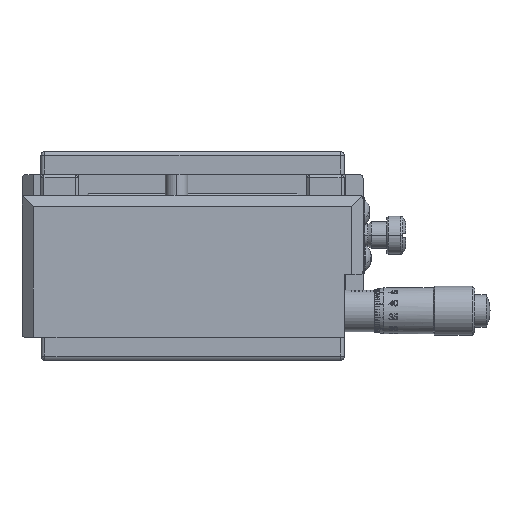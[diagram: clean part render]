
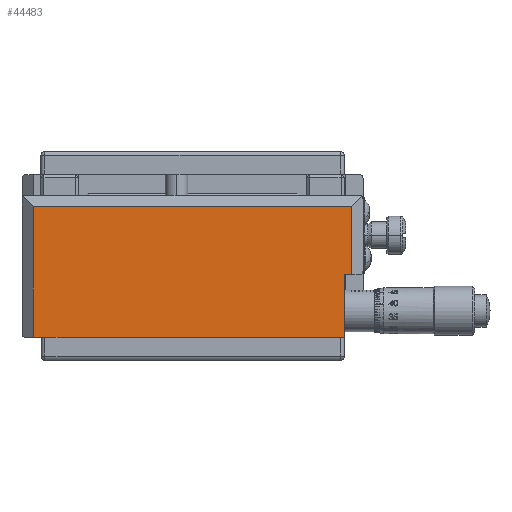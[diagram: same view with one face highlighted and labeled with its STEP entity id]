
A CAD part, top view. The second image highlights one B-rep face of the part: STEP entity #44483.
In plain terms, the highlighted planar face has unit normal (0, 0, 1).
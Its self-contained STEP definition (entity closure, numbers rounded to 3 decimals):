
#124 = VECTOR ( 'NONE', #49952, 1000. ) ;
#805 = VERTEX_POINT ( 'NONE', #27310 ) ;
#919 = VECTOR ( 'NONE', #5760, 1000. ) ;
#3337 = CARTESIAN_POINT ( 'NONE',  ( 39.936, 6., 30. ) ) ;
#5760 = DIRECTION ( 'NONE',  ( -1., 0., 0. ) ) ;
#6334 = VECTOR ( 'NONE', #46485, 1000. ) ;
#6636 = CARTESIAN_POINT ( 'NONE',  ( -42.064, 40.5, 30. ) ) ;
#8906 = CARTESIAN_POINT ( 'NONE',  ( 41.936, 22.5, 30. ) ) ;
#10743 = LINE ( 'NONE', #19341, #124 ) ;
#11118 = EDGE_LOOP ( 'NONE', ( #13955, #19662, #49981, #36666, #39652, #18484, #14212 ) ) ;
#11706 = FACE_OUTER_BOUND ( 'NONE', #11118, .T. ) ;
#11957 = DIRECTION ( 'NONE',  ( 0., -1., 0. ) ) ;
#12244 = LINE ( 'NONE', #31839, #40044 ) ;
#13955 = ORIENTED_EDGE ( 'NONE', *, *, #33881, .T. ) ;
#14212 = ORIENTED_EDGE ( 'NONE', *, *, #41222, .T. ) ;
#15576 = EDGE_CURVE ( 'NONE', #29665, #22404, #31304, .T. ) ;
#15815 = CARTESIAN_POINT ( 'NONE',  ( 39.936, 22.5, 30. ) ) ;
#15886 = CARTESIAN_POINT ( 'NONE',  ( -45.064, 6., 30. ) ) ;
#17915 = EDGE_CURVE ( 'NONE', #41956, #31725, #20674, .T. ) ;
#18484 = ORIENTED_EDGE ( 'NONE', *, *, #17915, .T. ) ;
#18952 = LINE ( 'NONE', #15815, #36450 ) ;
#19278 = CARTESIAN_POINT ( 'NONE',  ( 41.936, 40.5, 30. ) ) ;
#19341 = CARTESIAN_POINT ( 'NONE',  ( 41.936, 43.5, 30. ) ) ;
#19539 = EDGE_CURVE ( 'NONE', #805, #41956, #18952, .T. ) ;
#19662 = ORIENTED_EDGE ( 'NONE', *, *, #33536, .T. ) ;
#20674 = LINE ( 'NONE', #45503, #47297 ) ;
#22214 = VERTEX_POINT ( 'NONE', #6636 ) ;
#22404 = VERTEX_POINT ( 'NONE', #41813 ) ;
#23714 = PLANE ( 'NONE',  #40319 ) ;
#25941 = CARTESIAN_POINT ( 'NONE',  ( -42.064, 6., 30. ) ) ;
#27310 = CARTESIAN_POINT ( 'NONE',  ( 39.936, 6., 30. ) ) ;
#29665 = VERTEX_POINT ( 'NONE', #25941 ) ;
#29796 = DIRECTION ( 'NONE',  ( 0., -1., 0. ) ) ;
#30368 = EDGE_CURVE ( 'NONE', #22404, #805, #12244, .T. ) ;
#30826 = LINE ( 'NONE', #42863, #31792 ) ;
#31304 = LINE ( 'NONE', #3337, #6334 ) ;
#31725 = VERTEX_POINT ( 'NONE', #8906 ) ;
#31792 = VECTOR ( 'NONE', #29796, 1000. ) ;
#31839 = CARTESIAN_POINT ( 'NONE',  ( 39.936, 6., 30. ) ) ;
#32364 = DIRECTION ( 'NONE',  ( 1., 0., 0. ) ) ;
#33294 = CARTESIAN_POINT ( 'NONE',  ( 39.936, 22.5, 30. ) ) ;
#33536 = EDGE_CURVE ( 'NONE', #22214, #29665, #30826, .T. ) ;
#33881 = EDGE_CURVE ( 'NONE', #44274, #22214, #45763, .T. ) ;
#36450 = VECTOR ( 'NONE', #50856, 1000. ) ;
#36666 = ORIENTED_EDGE ( 'NONE', *, *, #30368, .T. ) ;
#37640 = CARTESIAN_POINT ( 'NONE',  ( -45.064, 40.5, 30. ) ) ;
#39652 = ORIENTED_EDGE ( 'NONE', *, *, #19539, .T. ) ;
#40044 = VECTOR ( 'NONE', #32364, 1000. ) ;
#40319 = AXIS2_PLACEMENT_3D ( 'NONE', #15886, #47775, #11957 ) ;
#41222 = EDGE_CURVE ( 'NONE', #31725, #44274, #10743, .T. ) ;
#41813 = CARTESIAN_POINT ( 'NONE',  ( -40., 6., 30. ) ) ;
#41956 = VERTEX_POINT ( 'NONE', #33294 ) ;
#42863 = CARTESIAN_POINT ( 'NONE',  ( -42.064, 6., 30. ) ) ;
#44274 = VERTEX_POINT ( 'NONE', #19278 ) ;
#44483 = ADVANCED_FACE ( 'NONE', ( #11706 ), #23714, .F. ) ;
#44737 = DIRECTION ( 'NONE',  ( 1., 0., 0. ) ) ;
#45503 = CARTESIAN_POINT ( 'NONE',  ( 44.936, 22.5, 30. ) ) ;
#45763 = LINE ( 'NONE', #37640, #919 ) ;
#46485 = DIRECTION ( 'NONE',  ( 1., 0., 0. ) ) ;
#47297 = VECTOR ( 'NONE', #44737, 1000. ) ;
#47775 = DIRECTION ( 'NONE',  ( 0., 0., -1. ) ) ;
#49952 = DIRECTION ( 'NONE',  ( 0., 1., 0. ) ) ;
#49981 = ORIENTED_EDGE ( 'NONE', *, *, #15576, .T. ) ;
#50856 = DIRECTION ( 'NONE',  ( 0., 1., 0. ) ) ;
